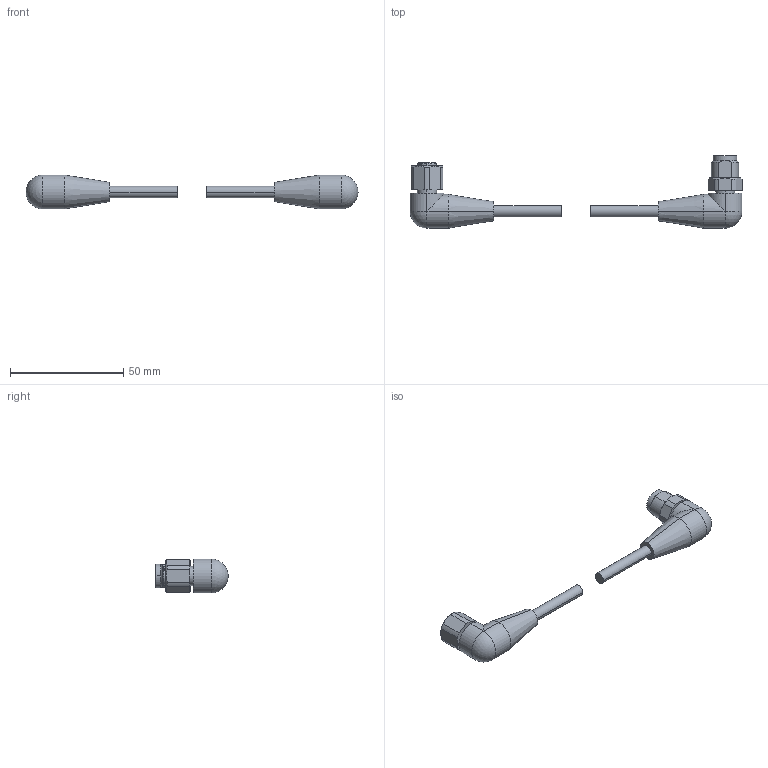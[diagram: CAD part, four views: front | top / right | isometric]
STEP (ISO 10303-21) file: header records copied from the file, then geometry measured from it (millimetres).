
FILE_DESCRIPTION (( 'STEP AP214' ), '1' );
FILE_NAME ('7024-40261-3210100.STEP', '2019-03-12T20:54:56', ( '' ), ( '' ), 'SwSTEP 2.0', 'SolidWorks 2018', '' );
FILE_SCHEMA (( 'AUTOMOTIVE_DESIGN' ));
Length unit declared in the file: inch
Products named in the file (3): 7024-40261-3210100; 7024-40261-3210100_MALE; 7024-40261-3210100_FEMALE
Assembly tree (2 placements, depth 2):
  7024-40261-3210100
    7024-40261-3210100_MALE
    7024-40261-3210100_FEMALE
Bounding box: 146.7 x 32 x 15 mm (x, y, z)
Volume: 14620.6 mm3; surface area: 6985.8 mm2
Topology: 2 solids, 2 shells, 135 faces, 306 edges, 192 vertices
Faces by surface type: cylinder 61, plane 43, cone 21, torus 8, sphere 2
Entity records: 3977 total; most frequent: CARTESIAN_POINT 754, DIRECTION 717, ORIENTED_EDGE 604, EDGE_CURVE 302, AXIS2_PLACEMENT_3D 301, VERTEX_POINT 190, CIRCLE 161, EDGE_LOOP 154
